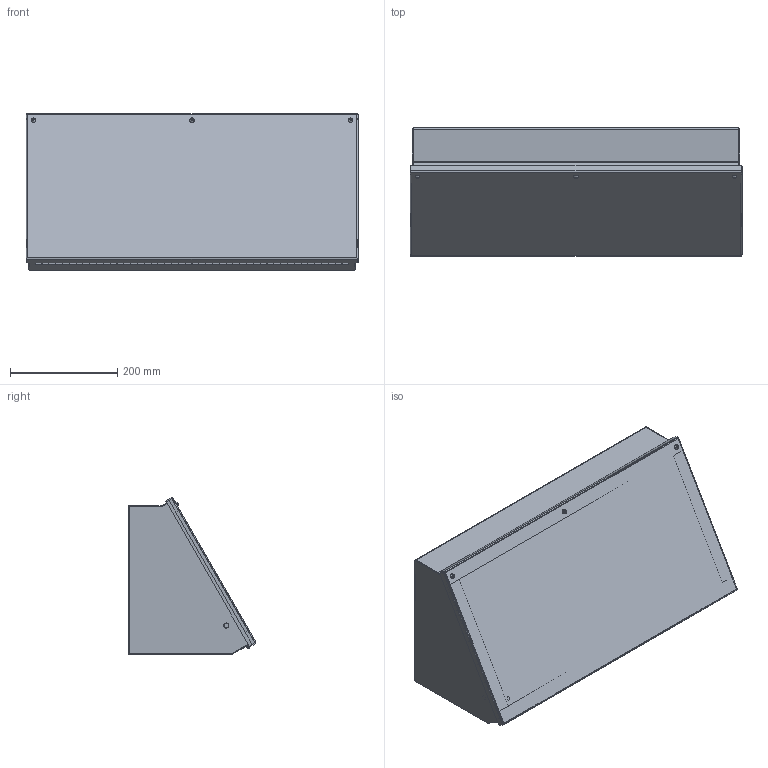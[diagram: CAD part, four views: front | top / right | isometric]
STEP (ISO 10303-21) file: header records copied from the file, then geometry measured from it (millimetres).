
FILE_DESCRIPTION (( 'STEP AP203' ), '1' );
FILE_NAME ('1488HN9_Default.step', '2019-11-12T18:45:55', ( '' ), ( '' ), 'SwSTEP 2.0', 'SolidWorks 2019', '' );
FILE_SCHEMA (( 'CONFIG_CONTROL_DESIGN' ));
Length unit declared in the file: inch
Products named in the file (1): 1488HN9_Default
Bounding box: 618.31 x 238.09 x 291.31 mm (x, y, z)
Volume: 1561165.4 mm3; surface area: 1540987.9 mm2
Topology: 20 solids, 20 shells, 739 faces, 2261 edges, 1489 vertices
Faces by surface type: plane 492, cylinder 215, cone 20, bspline 6, torus 6
Entity records: 25912 total; most frequent: CARTESIAN_POINT 5046, ORIENTED_EDGE 4518, DIRECTION 4317, EDGE_CURVE 2259, VECTOR 1517, LINE 1517, VERTEX_POINT 1489, AXIS2_PLACEMENT_3D 1400
